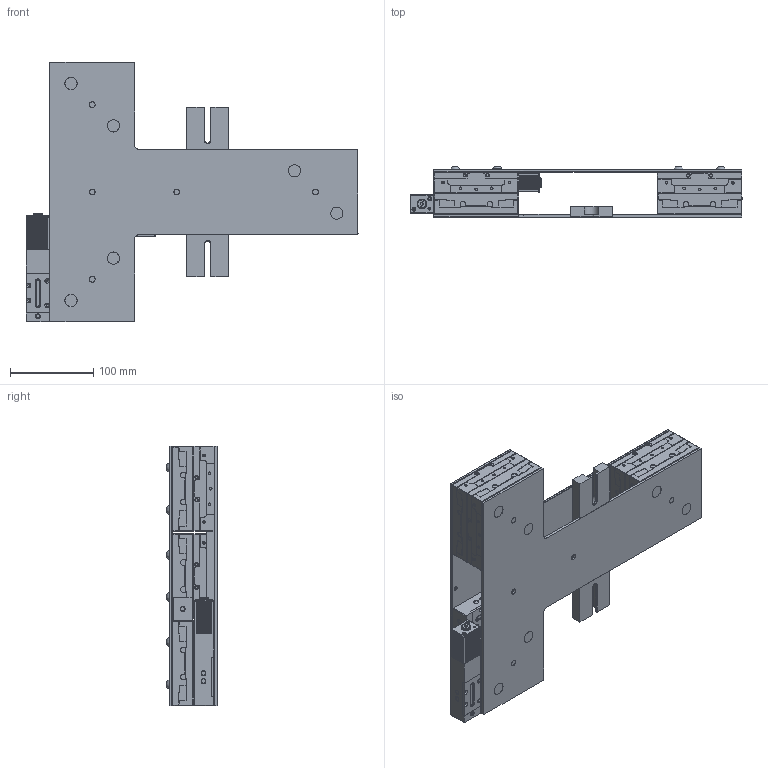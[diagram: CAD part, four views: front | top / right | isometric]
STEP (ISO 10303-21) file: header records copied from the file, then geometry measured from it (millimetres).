
FILE_DESCRIPTION (( 'STEP AP203' ), '1' );
FILE_NAME ('91160000E_step.STEP', '2018-11-13T18:14:39', ( '' ), ( '' ), 'SwSTEP 2.0', 'SolidWorks 2016', '' );
FILE_SCHEMA (( 'CONFIG_CONTROL_DESIGN' ));
Products named in the file (1): 91160000E_step
Bounding box: 398.6 x 60.45 x 311.17 mm (x, y, z)
Volume: 2189331.3 mm3; surface area: 294788.6 mm2
Topology: 1 solids, 3 shells, 2683 faces, 6940 edges, 4535 vertices
Faces by surface type: plane 2015, cylinder 297, cone 265, bspline 100, sphere 6
Full cylindrical faces by diameter (mm): 2.261 x2, 2.388 x76, 3.048 x8, 3.454 x1, 4.648 x4, 4.75 x4, 4.978 x12, 5.169 x4, 5.207 x4, 6.756 x23, 9.474 x2, 11.1 x6
Entity records: 81850 total; most frequent: CARTESIAN_POINT 18856, ORIENTED_EDGE 12806, DIRECTION 12277, EDGE_CURVE 6403, LINE 5157, VECTOR 5157, VERTEX_POINT 4327, AXIS2_PLACEMENT_3D 3560
